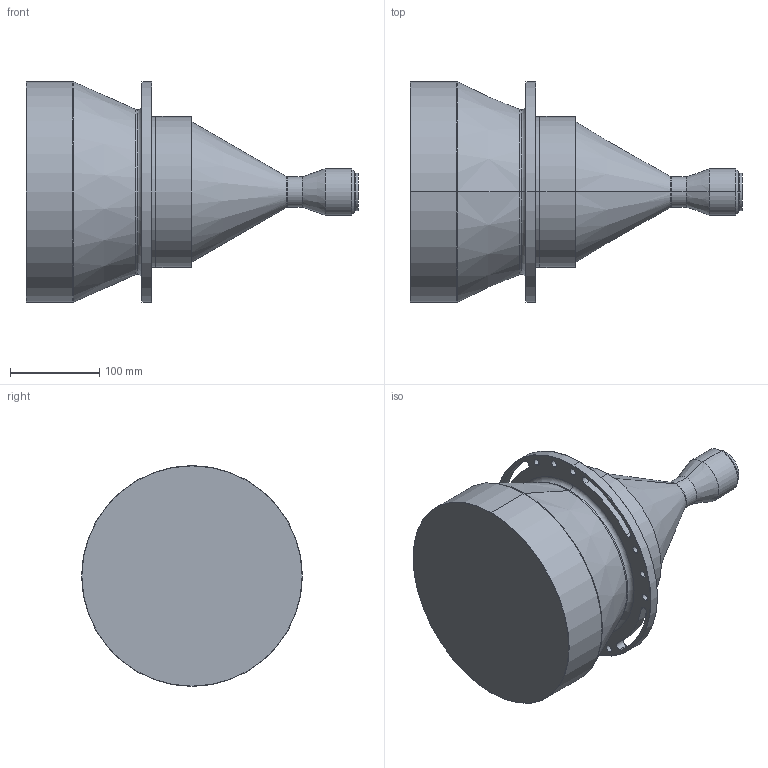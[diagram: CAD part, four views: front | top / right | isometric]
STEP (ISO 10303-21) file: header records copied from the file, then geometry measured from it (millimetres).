
FILE_DESCRIPTION (( 'STEP AP203' ), '1' );
FILE_NAME ('WWK015-220-210-M42x1.0 STEPͼ.STEP', '2019-11-11T02:05:49', ( '' ), ( '' ), 'SwSTEP 2.0', 'SolidWorks 2014', '' );
FILE_SCHEMA (( 'CONFIG_CONTROL_DESIGN' ));
Length unit declared in the file: millimetre
Products named in the file (1): WWK015-220-210-M42x1.0 STEPͼ
Bounding box: 373 x 248 x 248 mm (x, y, z)
Volume: 7870690.8 mm3; surface area: 282148.7 mm2
Topology: 1 solids, 1 shells, 90 faces, 222 edges, 140 vertices
Faces by surface type: cylinder 60, cone 14, torus 8, plane 8
Entity records: 2863 total; most frequent: DIRECTION 552, CARTESIAN_POINT 453, ORIENTED_EDGE 444, AXIS2_PLACEMENT_3D 239, EDGE_CURVE 222, CIRCLE 148, VERTEX_POINT 140, EDGE_LOOP 128
